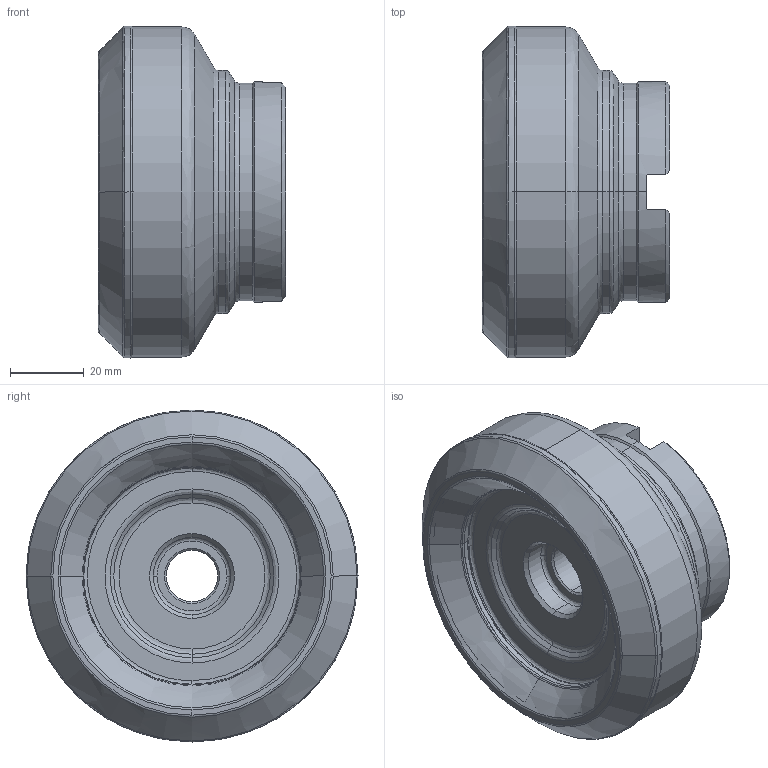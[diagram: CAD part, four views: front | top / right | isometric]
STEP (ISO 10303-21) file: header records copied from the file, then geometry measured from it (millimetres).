
FILE_DESCRIPTION (( 'STEP AP214' ), '1' );
FILE_NAME ('01-0757.STEP', '2025-01-06T18:22:45', ( '' ), ( '' ), 'SwSTEP 2.0', 'SolidWorks 2023', '' );
FILE_SCHEMA (( 'AUTOMOTIVE_DESIGN' ));
Length unit declared in the file: inch
Products named in the file (1): 01-0757
Bounding box: 50.8 x 90.11 x 90.11 mm (x, y, z)
Volume: 219517.6 mm3; surface area: 36109.7 mm2
Topology: 2 solids, 2 shells, 132 faces, 305 edges, 180 vertices
Faces by surface type: bspline 61, cone 28, cylinder 22, plane 21
Entity records: 6436 total; most frequent: CARTESIAN_POINT 3668, ORIENTED_EDGE 610, DIRECTION 542, EDGE_CURVE 305, AXIS2_PLACEMENT_3D 238, VERTEX_POINT 180, CIRCLE 166, EDGE_LOOP 139
